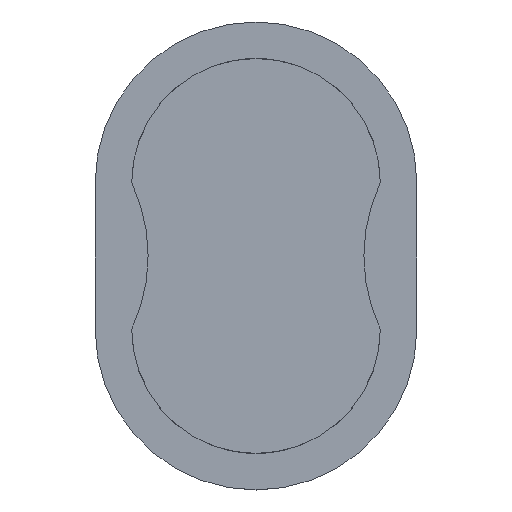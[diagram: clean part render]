
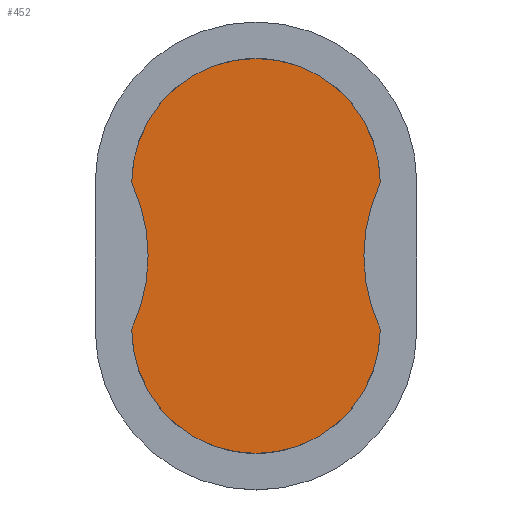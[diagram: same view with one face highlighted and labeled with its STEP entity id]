
A CAD part, top view. The second image highlights one B-rep face of the part: STEP entity #452.
In plain terms, the highlighted planar face has unit normal (0, 0, 1).
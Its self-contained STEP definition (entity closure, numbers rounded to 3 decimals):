
#36=PLANE('',#521);
#63=FACE_OUTER_BOUND('',#91,.T.);
#91=EDGE_LOOP('',(#412,#413,#414,#415));
#156=CIRCLE('',#468,11.674);
#158=CIRCLE('',#471,11.674);
#182=CIRCLE('',#518,8.5);
#183=CIRCLE('',#520,8.5);
#184=VERTEX_POINT('',#668);
#185=VERTEX_POINT('',#669);
#188=VERTEX_POINT('',#677);
#189=VERTEX_POINT('',#678);
#224=EDGE_CURVE('',#184,#185,#156,.T.);
#228=EDGE_CURVE('',#188,#189,#158,.T.);
#286=EDGE_CURVE('',#189,#184,#182,.T.);
#287=EDGE_CURVE('',#185,#188,#183,.T.);
#412=ORIENTED_EDGE('',*,*,#224,.T.);
#413=ORIENTED_EDGE('',*,*,#287,.T.);
#414=ORIENTED_EDGE('',*,*,#228,.T.);
#415=ORIENTED_EDGE('',*,*,#286,.T.);
#452=ADVANCED_FACE('',(#63),#36,.T.);
#468=AXIS2_PLACEMENT_3D('',#670,#526,#527);
#471=AXIS2_PLACEMENT_3D('',#679,#534,#535);
#518=AXIS2_PLACEMENT_3D('',#802,#658,#659);
#520=AXIS2_PLACEMENT_3D('',#804,#662,#663);
#521=AXIS2_PLACEMENT_3D('',#805,#664,#665);
#526=DIRECTION('center_axis',(0.,0.,-1.));
#527=DIRECTION('ref_axis',(0.904,-0.428,0.));
#534=DIRECTION('center_axis',(0.,0.,-1.));
#535=DIRECTION('ref_axis',(-0.904,0.428,0.));
#658=DIRECTION('center_axis',(0.,0.,1.));
#659=DIRECTION('ref_axis',(1.,0.,0.));
#662=DIRECTION('center_axis',(0.,0.,1.));
#663=DIRECTION('ref_axis',(-1.,0.,0.));
#664=DIRECTION('center_axis',(0.,0.,1.));
#665=DIRECTION('ref_axis',(1.,0.,0.));
#668=CARTESIAN_POINT('',(81.5,0.,-0.25));
#669=CARTESIAN_POINT('',(81.5,-10.,-0.25));
#670=CARTESIAN_POINT('Origin',(70.951,-5.,-0.25));
#677=CARTESIAN_POINT('',(98.5,-10.,-0.25));
#678=CARTESIAN_POINT('',(98.5,0.,-0.25));
#679=CARTESIAN_POINT('Origin',(109.049,-5.,-0.25));
#802=CARTESIAN_POINT('Origin',(90.,0.,-0.25));
#804=CARTESIAN_POINT('Origin',(90.,-10.,-0.25));
#805=CARTESIAN_POINT('Origin',(90.,-5.,-0.25));
